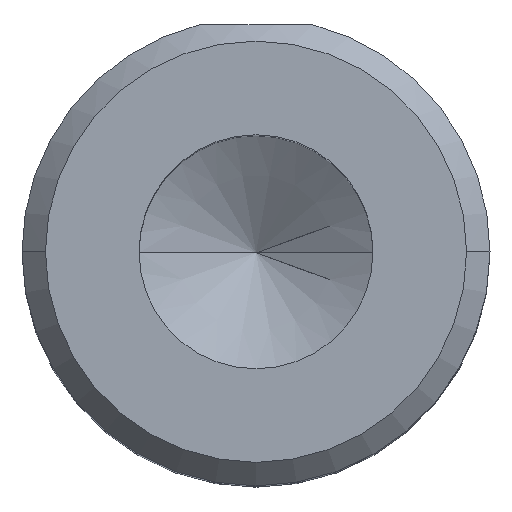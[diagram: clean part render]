
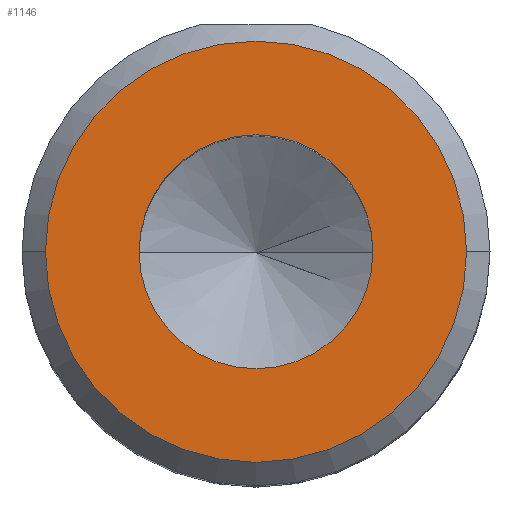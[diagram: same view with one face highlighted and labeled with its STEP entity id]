
A CAD part, top view. The second image highlights one B-rep face of the part: STEP entity #1146.
In plain terms, the highlighted planar face has unit normal (0, 0, 1).
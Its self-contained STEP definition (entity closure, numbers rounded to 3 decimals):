
#39 = EDGE_LOOP ( 'NONE', ( #830, #51 ) ) ;
#42 = AXIS2_PLACEMENT_3D ( 'NONE', #247, #955, #346 ) ;
#51 = ORIENTED_EDGE ( 'NONE', *, *, #747, .F. ) ;
#57 = DIRECTION ( 'NONE',  ( 1., 0., 0. ) ) ;
#103 = AXIS2_PLACEMENT_3D ( 'NONE', #1050, #438, #1155 ) ;
#133 = EDGE_LOOP ( 'NONE', ( #451, #1144 ) ) ;
#136 = CIRCLE ( 'NONE', #309, 4.5 ) ;
#215 = FACE_OUTER_BOUND ( 'NONE', #133, .T. ) ;
#240 = AXIS2_PLACEMENT_3D ( 'NONE', #587, #1299, #688 ) ;
#241 = FACE_BOUND ( 'NONE', #39, .T. ) ;
#247 = CARTESIAN_POINT ( 'NONE',  ( 0., 0., 10. ) ) ;
#265 = CARTESIAN_POINT ( 'NONE',  ( 4.5, 0., 10. ) ) ;
#276 = PLANE ( 'NONE',  #755 ) ;
#309 = AXIS2_PLACEMENT_3D ( 'NONE', #1270, #655, #57 ) ;
#333 = CIRCLE ( 'NONE', #42, 2.5 ) ;
#338 = VERTEX_POINT ( 'NONE', #450 ) ;
#346 = DIRECTION ( 'NONE',  ( 1., 0., 0. ) ) ;
#377 = DIRECTION ( 'NONE',  ( 1., 0., 0. ) ) ;
#438 = DIRECTION ( 'NONE',  ( 0., 0., 1. ) ) ;
#450 = CARTESIAN_POINT ( 'NONE',  ( -4.5, 0., 10. ) ) ;
#451 = ORIENTED_EDGE ( 'NONE', *, *, #1047, .T. ) ;
#454 = VERTEX_POINT ( 'NONE', #265 ) ;
#587 = CARTESIAN_POINT ( 'NONE',  ( 0., 0., 10. ) ) ;
#645 = VERTEX_POINT ( 'NONE', #756 ) ;
#655 = DIRECTION ( 'NONE',  ( 0., 0., 1. ) ) ;
#656 = EDGE_CURVE ( 'NONE', #454, #338, #136, .T. ) ;
#676 = CARTESIAN_POINT ( 'NONE',  ( 0., 0., 10. ) ) ;
#688 = DIRECTION ( 'NONE',  ( 1., 0., 0. ) ) ;
#747 = EDGE_CURVE ( 'NONE', #645, #1216, #802, .T. ) ;
#755 = AXIS2_PLACEMENT_3D ( 'NONE', #676, #987, #377 ) ;
#756 = CARTESIAN_POINT ( 'NONE',  ( -2.5, 0., 10. ) ) ;
#792 = CARTESIAN_POINT ( 'NONE',  ( 2.5, 0., 10. ) ) ;
#802 = CIRCLE ( 'NONE', #240, 2.5 ) ;
#830 = ORIENTED_EDGE ( 'NONE', *, *, #1052, .F. ) ;
#955 = DIRECTION ( 'NONE',  ( 0., 0., 1. ) ) ;
#987 = DIRECTION ( 'NONE',  ( 0., 0., 1. ) ) ;
#1047 = EDGE_CURVE ( 'NONE', #338, #454, #1243, .T. ) ;
#1050 = CARTESIAN_POINT ( 'NONE',  ( 0., 0., 10. ) ) ;
#1052 = EDGE_CURVE ( 'NONE', #1216, #645, #333, .T. ) ;
#1144 = ORIENTED_EDGE ( 'NONE', *, *, #656, .T. ) ;
#1146 = ADVANCED_FACE ( 'NONE', ( #215, #241 ), #276, .T. ) ;
#1155 = DIRECTION ( 'NONE',  ( 1., 0., 0. ) ) ;
#1216 = VERTEX_POINT ( 'NONE', #792 ) ;
#1243 = CIRCLE ( 'NONE', #103, 4.5 ) ;
#1270 = CARTESIAN_POINT ( 'NONE',  ( 0., 0., 10. ) ) ;
#1299 = DIRECTION ( 'NONE',  ( 0., 0., 1. ) ) ;
